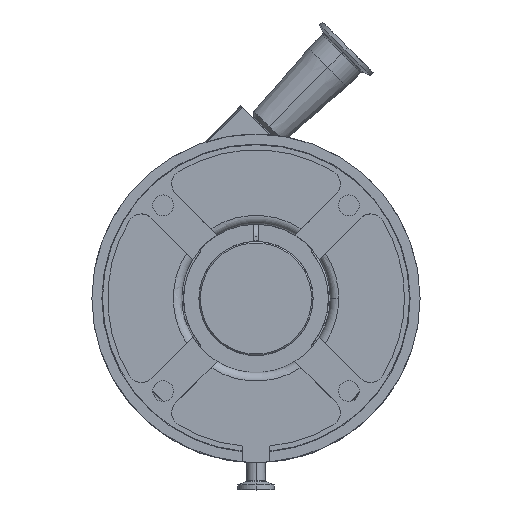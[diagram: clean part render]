
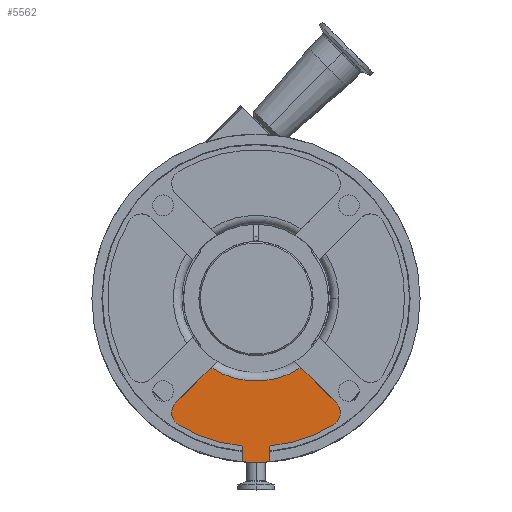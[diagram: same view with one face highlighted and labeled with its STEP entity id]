
A CAD part, top view. The second image highlights one B-rep face of the part: STEP entity #5562.
In plain terms, the highlighted planar face has unit normal (0, 0, 1).
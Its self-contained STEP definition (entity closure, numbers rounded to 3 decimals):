
#136 = VECTOR ( 'NONE', #4996, 1000. ) ;
#184 = ORIENTED_EDGE ( 'NONE', *, *, #6525, .F. ) ;
#312 = CIRCLE ( 'NONE', #3228, 10. ) ;
#331 = DIRECTION ( 'NONE',  ( -1., 0., 0. ) ) ;
#358 = VECTOR ( 'NONE', #7765, 1000. ) ;
#394 = CARTESIAN_POINT ( 'NONE',  ( -49.066, -80.178, -12. ) ) ;
#721 = AXIS2_PLACEMENT_3D ( 'NONE', #6675, #6720, #2201 ) ;
#770 = VERTEX_POINT ( 'NONE', #6662 ) ;
#1042 = LINE ( 'NONE', #7836, #8408 ) ;
#1056 = CARTESIAN_POINT ( 'NONE',  ( 9.75, -114.586, -12. ) ) ;
#1096 = VERTEX_POINT ( 'NONE', #8232 ) ;
#1278 = DIRECTION ( 'NONE',  ( 0., 0., -1. ) ) ;
#1385 = DIRECTION ( 'NONE',  ( -1., 0., 0. ) ) ;
#1413 = EDGE_CURVE ( 'NONE', #5882, #6739, #8453, .T. ) ;
#1447 = ORIENTED_EDGE ( 'NONE', *, *, #10082, .T. ) ;
#1481 = CIRCLE ( 'NONE', #10978, 10. ) ;
#1830 = LINE ( 'NONE', #6992, #3432 ) ;
#1911 = CARTESIAN_POINT ( 'NONE',  ( -9.75, -103.542, -12. ) ) ;
#1985 = CARTESIAN_POINT ( 'NONE',  ( 56.137, -73.107, -12. ) ) ;
#1993 = EDGE_CURVE ( 'NONE', #9573, #1096, #3726, .T. ) ;
#1994 = CARTESIAN_POINT ( 'NONE',  ( 49.066, -80.178, -12. ) ) ;
#2140 = ORIENTED_EDGE ( 'NONE', *, *, #11156, .T. ) ;
#2201 = DIRECTION ( 'NONE',  ( 1., 0., 0. ) ) ;
#2250 = CARTESIAN_POINT ( 'NONE',  ( 49.066, -80.178, -12. ) ) ;
#2479 = CARTESIAN_POINT ( 'NONE',  ( -56.137, -73.107, -12. ) ) ;
#2915 = PLANE ( 'NONE',  #6177 ) ;
#3228 = AXIS2_PLACEMENT_3D ( 'NONE', #394, #9766, #331 ) ;
#3432 = VECTOR ( 'NONE', #8757, 1000. ) ;
#3479 = DIRECTION ( 'NONE',  ( 1., 0., 0. ) ) ;
#3557 = CARTESIAN_POINT ( 'NONE',  ( 31.64, -48.61, -12. ) ) ;
#3726 = CIRCLE ( 'NONE', #5918, 10. ) ;
#4027 = DIRECTION ( 'NONE',  ( 0., 0., 1. ) ) ;
#4131 = ORIENTED_EDGE ( 'NONE', *, *, #5276, .F. ) ;
#4294 = VERTEX_POINT ( 'NONE', #9875 ) ;
#4694 = DIRECTION ( 'NONE',  ( 0., 0., 1. ) ) ;
#4703 = CARTESIAN_POINT ( 'NONE',  ( 0., 0., -12. ) ) ;
#4996 = DIRECTION ( 'NONE',  ( 0., -1., 0. ) ) ;
#5036 = EDGE_CURVE ( 'NONE', #8738, #4294, #312, .T. ) ;
#5058 = VERTEX_POINT ( 'NONE', #1985 ) ;
#5199 = CARTESIAN_POINT ( 'NONE',  ( 27.292, -44.262, -12. ) ) ;
#5276 = EDGE_CURVE ( 'NONE', #7337, #6303, #11168, .T. ) ;
#5446 = ORIENTED_EDGE ( 'NONE', *, *, #5839, .T. ) ;
#5462 = CIRCLE ( 'NONE', #721, 115. ) ;
#5542 = DIRECTION ( 'NONE',  ( 0., 0., 1. ) ) ;
#5562 = ADVANCED_FACE ( 'NONE', ( #9900 ), #2915, .T. ) ;
#5626 = EDGE_CURVE ( 'NONE', #4294, #8121, #10574, .T. ) ;
#5839 = EDGE_CURVE ( 'NONE', #6739, #8738, #1830, .T. ) ;
#5854 = DIRECTION ( 'NONE',  ( 0., 0., 1. ) ) ;
#5882 = VERTEX_POINT ( 'NONE', #3557 ) ;
#5918 = AXIS2_PLACEMENT_3D ( 'NONE', #1994, #5542, #9025 ) ;
#6159 = ORIENTED_EDGE ( 'NONE', *, *, #5036, .T. ) ;
#6177 = AXIS2_PLACEMENT_3D ( 'NONE', #10936, #10072, #1385 ) ;
#6202 = ORIENTED_EDGE ( 'NONE', *, *, #6613, .T. ) ;
#6303 = VERTEX_POINT ( 'NONE', #1056 ) ;
#6501 = ORIENTED_EDGE ( 'NONE', *, *, #9104, .F. ) ;
#6525 = EDGE_CURVE ( 'NONE', #6303, #770, #5462, .T. ) ;
#6613 = EDGE_CURVE ( 'NONE', #5058, #5882, #11319, .T. ) ;
#6662 = CARTESIAN_POINT ( 'NONE',  ( -9.75, -114.586, -12. ) ) ;
#6675 = CARTESIAN_POINT ( 'NONE',  ( 0., 0., -12. ) ) ;
#6720 = DIRECTION ( 'NONE',  ( 0., 0., -1. ) ) ;
#6739 = VERTEX_POINT ( 'NONE', #10684 ) ;
#6827 = CARTESIAN_POINT ( 'NONE',  ( 9.75, -103.542, -12. ) ) ;
#6971 = EDGE_LOOP ( 'NONE', ( #6202, #8862, #5446, #6159, #9079, #6501, #184, #4131, #2140, #7486, #1447 ) ) ;
#6992 = CARTESIAN_POINT ( 'NONE',  ( -56.137, -73.107, -12. ) ) ;
#7337 = VERTEX_POINT ( 'NONE', #8642 ) ;
#7384 = DIRECTION ( 'NONE',  ( 1., 0., 0. ) ) ;
#7486 = ORIENTED_EDGE ( 'NONE', *, *, #1993, .T. ) ;
#7765 = DIRECTION ( 'NONE',  ( -0.707, 0.707, 0. ) ) ;
#7836 = CARTESIAN_POINT ( 'NONE',  ( -9.75, -114.586, -12. ) ) ;
#8007 = DIRECTION ( 'NONE',  ( 0., 1., 0. ) ) ;
#8121 = VERTEX_POINT ( 'NONE', #1911 ) ;
#8232 = CARTESIAN_POINT ( 'NONE',  ( 59.066, -80.178, -12. ) ) ;
#8277 = AXIS2_PLACEMENT_3D ( 'NONE', #4703, #1278, #3479 ) ;
#8313 = CARTESIAN_POINT ( 'NONE',  ( 0., 0., -12. ) ) ;
#8408 = VECTOR ( 'NONE', #8007, 1000. ) ;
#8453 = CIRCLE ( 'NONE', #8277, 58. ) ;
#8516 = AXIS2_PLACEMENT_3D ( 'NONE', #8313, #4027, #9966 ) ;
#8642 = CARTESIAN_POINT ( 'NONE',  ( 9.75, -103.542, -12. ) ) ;
#8738 = VERTEX_POINT ( 'NONE', #2479 ) ;
#8757 = DIRECTION ( 'NONE',  ( -0.707, -0.707, 0. ) ) ;
#8862 = ORIENTED_EDGE ( 'NONE', *, *, #1413, .T. ) ;
#9025 = DIRECTION ( 'NONE',  ( 1., 0., 0. ) ) ;
#9079 = ORIENTED_EDGE ( 'NONE', *, *, #5626, .T. ) ;
#9104 = EDGE_CURVE ( 'NONE', #770, #8121, #1042, .T. ) ;
#9155 = CARTESIAN_POINT ( 'NONE',  ( 0., 0., -12. ) ) ;
#9173 = DIRECTION ( 'NONE',  ( 1., 0., 0. ) ) ;
#9258 = CIRCLE ( 'NONE', #8516, 104. ) ;
#9573 = VERTEX_POINT ( 'NONE', #9709 ) ;
#9709 = CARTESIAN_POINT ( 'NONE',  ( 54.285, -88.708, -12. ) ) ;
#9766 = DIRECTION ( 'NONE',  ( 0., 0., 1. ) ) ;
#9875 = CARTESIAN_POINT ( 'NONE',  ( -54.285, -88.708, -12. ) ) ;
#9900 = FACE_OUTER_BOUND ( 'NONE', #6971, .T. ) ;
#9966 = DIRECTION ( 'NONE',  ( 1., 0., 0. ) ) ;
#10072 = DIRECTION ( 'NONE',  ( 0., 0., 1. ) ) ;
#10082 = EDGE_CURVE ( 'NONE', #1096, #5058, #1481, .T. ) ;
#10211 = AXIS2_PLACEMENT_3D ( 'NONE', #9155, #4694, #7384 ) ;
#10574 = CIRCLE ( 'NONE', #10211, 104. ) ;
#10684 = CARTESIAN_POINT ( 'NONE',  ( -31.64, -48.61, -12. ) ) ;
#10936 = CARTESIAN_POINT ( 'NONE',  ( 0., 0., -12. ) ) ;
#10978 = AXIS2_PLACEMENT_3D ( 'NONE', #2250, #5854, #9173 ) ;
#11156 = EDGE_CURVE ( 'NONE', #7337, #9573, #9258, .T. ) ;
#11168 = LINE ( 'NONE', #6827, #136 ) ;
#11319 = LINE ( 'NONE', #5199, #358 ) ;
